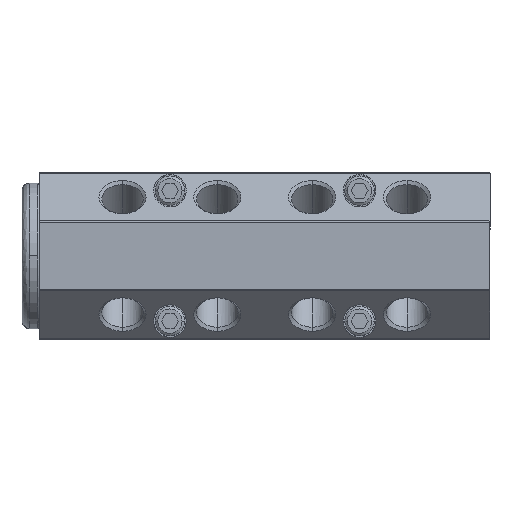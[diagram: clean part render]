
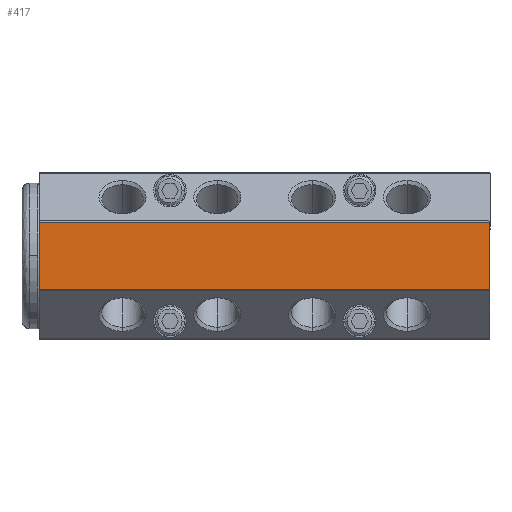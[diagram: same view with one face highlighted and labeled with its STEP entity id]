
A CAD part, top view. The second image highlights one B-rep face of the part: STEP entity #417.
In plain terms, the highlighted planar face has unit normal (0, 0, 1).
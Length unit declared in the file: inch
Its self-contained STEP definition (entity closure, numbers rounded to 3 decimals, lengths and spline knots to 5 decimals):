
#180 = EDGE_CURVE ( 'NONE', #6514, #2541, #5881, .T. ) ;
#209 = DIRECTION ( 'NONE',  ( 0., 0., 1. ) ) ;
#309 = EDGE_CURVE ( 'NONE', #3901, #7340, #1729, .T. ) ;
#417 = ADVANCED_FACE ( 'NONE', ( #5723 ), #6364, .T. ) ;
#598 = CARTESIAN_POINT ( 'NONE',  ( -4., 0.35415, 0.875 ) ) ;
#1291 = CARTESIAN_POINT ( 'NONE',  ( -4.75, 0.35415, 0.875 ) ) ;
#1729 = LINE ( 'NONE', #3592, #3047 ) ;
#1868 = CARTESIAN_POINT ( 'NONE',  ( 0., 0.35415, 0.875 ) ) ;
#2028 = CARTESIAN_POINT ( 'NONE',  ( 0., -0.35415, 0.875 ) ) ;
#2287 = CARTESIAN_POINT ( 'NONE',  ( -4., -0.35415, 0.875 ) ) ;
#2340 = DIRECTION ( 'NONE',  ( 0., -1., 0. ) ) ;
#2541 = VERTEX_POINT ( 'NONE', #1291 ) ;
#2830 = EDGE_LOOP ( 'NONE', ( #3833, #6724, #5158, #7310 ) ) ;
#3047 = VECTOR ( 'NONE', #2340, 39.37008 ) ;
#3592 = CARTESIAN_POINT ( 'NONE',  ( 0., -0.36829, 0.875 ) ) ;
#3686 = AXIS2_PLACEMENT_3D ( 'NONE', #6324, #209, #6851 ) ;
#3687 = DIRECTION ( 'NONE',  ( -1., 0., 0. ) ) ;
#3833 = ORIENTED_EDGE ( 'NONE', *, *, #4432, .T. ) ;
#3874 = CARTESIAN_POINT ( 'NONE',  ( -4.75, -0.35415, 0.875 ) ) ;
#3901 = VERTEX_POINT ( 'NONE', #1868 ) ;
#4245 = VECTOR ( 'NONE', #3687, 39.37008 ) ;
#4432 = EDGE_CURVE ( 'NONE', #3901, #2541, #4911, .T. ) ;
#4801 = VECTOR ( 'NONE', #7330, 39.37008 ) ;
#4881 = LINE ( 'NONE', #2287, #4801 ) ;
#4911 = LINE ( 'NONE', #598, #4245 ) ;
#5158 = ORIENTED_EDGE ( 'NONE', *, *, #7775, .T. ) ;
#5723 = FACE_OUTER_BOUND ( 'NONE', #2830, .T. ) ;
#5881 = LINE ( 'NONE', #7058, #6773 ) ;
#6324 = CARTESIAN_POINT ( 'NONE',  ( -4., 0.36244, 0.875 ) ) ;
#6364 = PLANE ( 'NONE',  #3686 ) ;
#6514 = VERTEX_POINT ( 'NONE', #3874 ) ;
#6572 = DIRECTION ( 'NONE',  ( 0., 1., 0. ) ) ;
#6724 = ORIENTED_EDGE ( 'NONE', *, *, #180, .F. ) ;
#6773 = VECTOR ( 'NONE', #6572, 39.37008 ) ;
#6851 = DIRECTION ( 'NONE',  ( 1., 0., 0. ) ) ;
#7058 = CARTESIAN_POINT ( 'NONE',  ( -4.75, -3.90547, 0.875 ) ) ;
#7310 = ORIENTED_EDGE ( 'NONE', *, *, #309, .F. ) ;
#7330 = DIRECTION ( 'NONE',  ( 1., 0., 0. ) ) ;
#7340 = VERTEX_POINT ( 'NONE', #2028 ) ;
#7775 = EDGE_CURVE ( 'NONE', #6514, #7340, #4881, .T. ) ;
